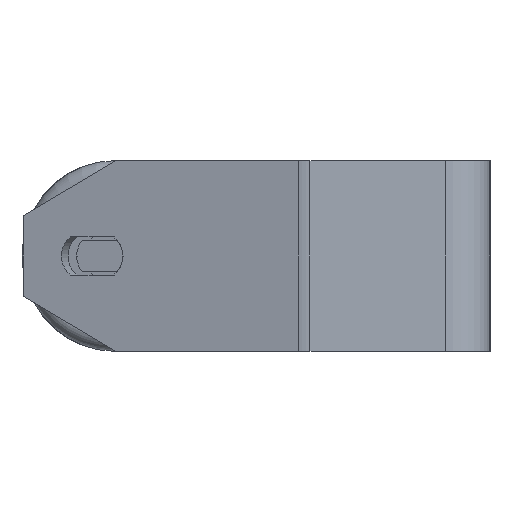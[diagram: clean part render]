
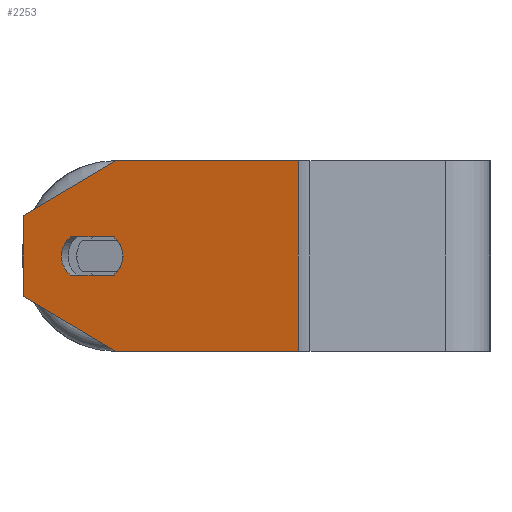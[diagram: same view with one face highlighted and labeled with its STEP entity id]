
A CAD part, left-side view. The second image highlights one B-rep face of the part: STEP entity #2253.
In plain terms, the highlighted planar face has unit normal (-0.966, 0.259, 0).
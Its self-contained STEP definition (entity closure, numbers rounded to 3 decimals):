
#79 = CIRCLE ( 'NONE', #3367, 7.5 ) ;
#104 = VECTOR ( 'NONE', #1951, 1000. ) ;
#304 = DIRECTION ( 'NONE',  ( -0.966, 0.259, 0. ) ) ;
#341 = DIRECTION ( 'NONE',  ( -0.259, -0.966, 0. ) ) ;
#413 = ORIENTED_EDGE ( 'NONE', *, *, #2507, .T. ) ;
#579 = ORIENTED_EDGE ( 'NONE', *, *, #4638, .F. ) ;
#607 = VECTOR ( 'NONE', #1179, 1000. ) ;
#633 = PLANE ( 'NONE',  #7485 ) ;
#735 = CARTESIAN_POINT ( 'NONE',  ( -283.927, 118.481, 6. ) ) ;
#799 = CARTESIAN_POINT ( 'NONE',  ( -299.523, 60.278, 30. ) ) ;
#1043 = CIRCLE ( 'NONE', #7488, 7.5 ) ;
#1094 = LINE ( 'NONE', #7578, #1978 ) ;
#1111 = VERTEX_POINT ( 'NONE', #8474 ) ;
#1152 = EDGE_CURVE ( 'NONE', #5994, #5125, #1780, .T. ) ;
#1170 = LINE ( 'NONE', #6013, #5191 ) ;
#1179 = DIRECTION ( 'NONE',  ( -0.224, -0.837, -0.5 ) ) ;
#1458 = DIRECTION ( 'NONE',  ( -0.259, -0.966, 0. ) ) ;
#1496 = VECTOR ( 'NONE', #6334, 1000. ) ;
#1528 = CARTESIAN_POINT ( 'NONE',  ( -280.304, 132.004, -6. ) ) ;
#1621 = VERTEX_POINT ( 'NONE', #5924 ) ;
#1780 = LINE ( 'NONE', #4398, #607 ) ;
#1944 = ORIENTED_EDGE ( 'NONE', *, *, #4271, .F. ) ;
#1951 = DIRECTION ( 'NONE',  ( 0., 0., -1. ) ) ;
#1978 = VECTOR ( 'NONE', #341, 1000. ) ;
#2000 = ORIENTED_EDGE ( 'NONE', *, *, #2595, .F. ) ;
#2047 = EDGE_CURVE ( 'NONE', #3554, #1111, #8067, .T. ) ;
#2246 = CARTESIAN_POINT ( 'NONE',  ( -284.057, 117.998, -30. ) ) ;
#2253 = ADVANCED_FACE ( 'NONE', ( #7230, #7064 ), #633, .F. ) ;
#2259 = DIRECTION ( 'NONE',  ( 0.259, 0.966, 0. ) ) ;
#2335 = CARTESIAN_POINT ( 'NONE',  ( -276.292, 146.976, 30. ) ) ;
#2507 = EDGE_CURVE ( 'NONE', #3554, #7249, #6376, .T. ) ;
#2556 = CARTESIAN_POINT ( 'NONE',  ( -276.292, 146.976, 30. ) ) ;
#2595 = EDGE_CURVE ( 'NONE', #4665, #3188, #1094, .T. ) ;
#2777 = ORIENTED_EDGE ( 'NONE', *, *, #4785, .F. ) ;
#2833 = AXIS2_PLACEMENT_3D ( 'NONE', #8147, #304, #2259 ) ;
#2967 = DIRECTION ( 'NONE',  ( -0.966, 0.259, 0. ) ) ;
#3089 = CARTESIAN_POINT ( 'NONE',  ( -276.292, 146.976, 12.679 ) ) ;
#3166 = CARTESIAN_POINT ( 'NONE',  ( -276.292, 146.976, -12.679 ) ) ;
#3188 = VERTEX_POINT ( 'NONE', #8115 ) ;
#3226 = VECTOR ( 'NONE', #4840, 1000. ) ;
#3300 = DIRECTION ( 'NONE',  ( 0.966, -0.259, 0. ) ) ;
#3367 = AXIS2_PLACEMENT_3D ( 'NONE', #3982, #2967, #5394 ) ;
#3524 = CIRCLE ( 'NONE', #2833, 7.5 ) ;
#3554 = VERTEX_POINT ( 'NONE', #4787 ) ;
#3603 = DIRECTION ( 'NONE',  ( 0.259, 0.966, 0. ) ) ;
#3635 = CARTESIAN_POINT ( 'NONE',  ( -276.292, 146.976, 12.679 ) ) ;
#3982 = CARTESIAN_POINT ( 'NONE',  ( -282.763, 122.828, 0. ) ) ;
#4144 = CARTESIAN_POINT ( 'NONE',  ( -282.763, 122.828, 0. ) ) ;
#4240 = LINE ( 'NONE', #6864, #5164 ) ;
#4271 = EDGE_CURVE ( 'NONE', #5145, #5493, #79, .T. ) ;
#4345 = VERTEX_POINT ( 'NONE', #8069 ) ;
#4376 = EDGE_LOOP ( 'NONE', ( #2000, #2777, #6520, #1944, #579 ) ) ;
#4398 = CARTESIAN_POINT ( 'NONE',  ( -284.057, 117.998, -30. ) ) ;
#4638 = EDGE_CURVE ( 'NONE', #3188, #5145, #1043, .T. ) ;
#4665 = VERTEX_POINT ( 'NONE', #1528 ) ;
#4785 = EDGE_CURVE ( 'NONE', #4345, #4665, #3524, .T. ) ;
#4787 = CARTESIAN_POINT ( 'NONE',  ( -284.057, 117.998, 30. ) ) ;
#4840 = DIRECTION ( 'NONE',  ( -0.259, -0.966, 0. ) ) ;
#4862 = CARTESIAN_POINT ( 'NONE',  ( -284.704, 115.584, 0. ) ) ;
#4923 = DIRECTION ( 'NONE',  ( -0.966, 0.259, 0. ) ) ;
#5036 = DIRECTION ( 'NONE',  ( 0.224, 0.837, -0.5 ) ) ;
#5125 = VERTEX_POINT ( 'NONE', #2246 ) ;
#5145 = VERTEX_POINT ( 'NONE', #4862 ) ;
#5164 = VECTOR ( 'NONE', #3603, 1000. ) ;
#5178 = ORIENTED_EDGE ( 'NONE', *, *, #2047, .F. ) ;
#5191 = VECTOR ( 'NONE', #1458, 1000. ) ;
#5394 = DIRECTION ( 'NONE',  ( -0.259, -0.966, 0. ) ) ;
#5493 = VERTEX_POINT ( 'NONE', #735 ) ;
#5617 = ORIENTED_EDGE ( 'NONE', *, *, #7859, .T. ) ;
#5678 = EDGE_CURVE ( 'NONE', #1111, #1621, #6561, .T. ) ;
#5836 = EDGE_CURVE ( 'NONE', #5493, #4345, #4240, .T. ) ;
#5924 = CARTESIAN_POINT ( 'NONE',  ( -299.523, 60.278, -30. ) ) ;
#5994 = VERTEX_POINT ( 'NONE', #3166 ) ;
#6013 = CARTESIAN_POINT ( 'NONE',  ( -276.292, 146.976, -30. ) ) ;
#6238 = ORIENTED_EDGE ( 'NONE', *, *, #5678, .F. ) ;
#6334 = DIRECTION ( 'NONE',  ( 0., 0., -1. ) ) ;
#6376 = LINE ( 'NONE', #3635, #8295 ) ;
#6520 = ORIENTED_EDGE ( 'NONE', *, *, #5836, .F. ) ;
#6561 = LINE ( 'NONE', #799, #104 ) ;
#6864 = CARTESIAN_POINT ( 'NONE',  ( -283.927, 118.481, 6. ) ) ;
#7064 = FACE_OUTER_BOUND ( 'NONE', #7699, .T. ) ;
#7132 = ORIENTED_EDGE ( 'NONE', *, *, #7809, .T. ) ;
#7230 = FACE_BOUND ( 'NONE', #4376, .T. ) ;
#7249 = VERTEX_POINT ( 'NONE', #3089 ) ;
#7475 = ORIENTED_EDGE ( 'NONE', *, *, #1152, .T. ) ;
#7485 = AXIS2_PLACEMENT_3D ( 'NONE', #2556, #3300, #7754 ) ;
#7488 = AXIS2_PLACEMENT_3D ( 'NONE', #4144, #4923, #7544 ) ;
#7540 = LINE ( 'NONE', #2335, #1496 ) ;
#7544 = DIRECTION ( 'NONE',  ( -0.259, -0.966, 0. ) ) ;
#7578 = CARTESIAN_POINT ( 'NONE',  ( -283.927, 118.481, -6. ) ) ;
#7699 = EDGE_LOOP ( 'NONE', ( #7132, #7475, #5617, #6238, #5178, #413 ) ) ;
#7754 = DIRECTION ( 'NONE',  ( 0.259, 0.966, 0. ) ) ;
#7809 = EDGE_CURVE ( 'NONE', #7249, #5994, #7540, .T. ) ;
#7859 = EDGE_CURVE ( 'NONE', #5125, #1621, #1170, .T. ) ;
#7975 = CARTESIAN_POINT ( 'NONE',  ( -276.292, 146.976, 30. ) ) ;
#8067 = LINE ( 'NONE', #7975, #3226 ) ;
#8069 = CARTESIAN_POINT ( 'NONE',  ( -280.304, 132.004, 6. ) ) ;
#8115 = CARTESIAN_POINT ( 'NONE',  ( -283.927, 118.481, -6. ) ) ;
#8147 = CARTESIAN_POINT ( 'NONE',  ( -281.469, 127.658, 0. ) ) ;
#8295 = VECTOR ( 'NONE', #5036, 1000. ) ;
#8474 = CARTESIAN_POINT ( 'NONE',  ( -299.523, 60.278, 30. ) ) ;
